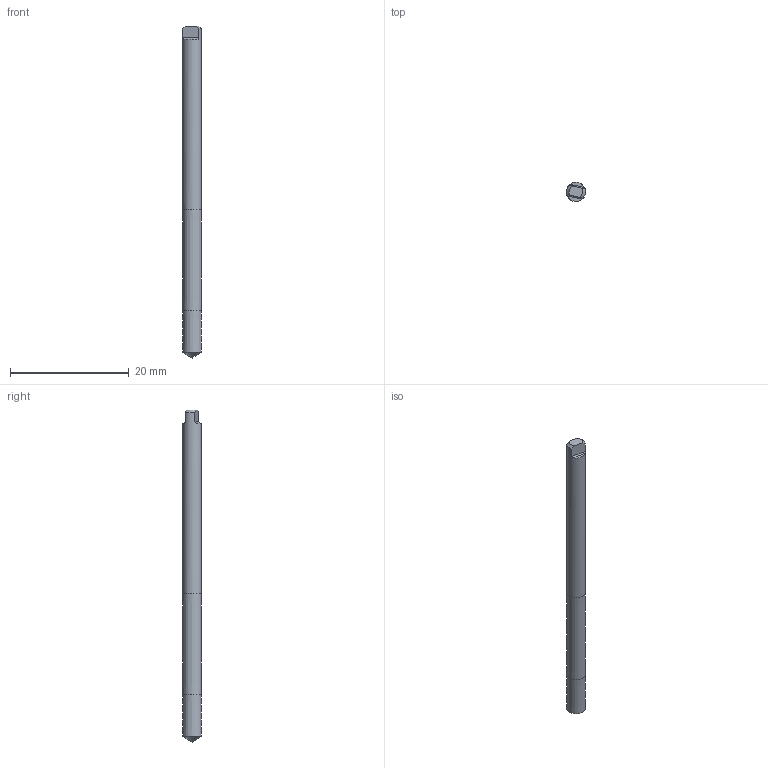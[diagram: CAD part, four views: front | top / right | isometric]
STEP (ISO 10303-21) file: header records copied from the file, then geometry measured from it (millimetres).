
FILE_DESCRIPTION(/* description */ ('A1243.2'),/* implementation_level */ '2;1');
FILE_NAME(/* name */ 'CAPP~~210908185042~5968721~MOD~TM01_00~ISO~FR.STP',/* time_stamp */ '2021-09-08T18:51:37+02:00',/* author */ ('System'),/* organization */ ('Dormer Pramet'),/* preprocessor_version */ 'ST-DEVELOPER v16.7',/* originating_system */ 'SIEMENS PLM Software NX 12.0',/* authorisation */ '');
FILE_SCHEMA (('AUTOMOTIVE_DESIGN { 1 0 10303 214 3 1 1 1 }'));
Length unit declared in the file: millimetre
Products named in the file (1): CAPP~~210908185042~5968721~MOD~TM01_00~ISO~FR
Bounding box: 3.2 x 3.2 x 56 mm (x, y, z)
Volume: 438 mm3; surface area: 582.4 mm2
Topology: 2 solids, 2 shells, 16 faces, 38 edges, 28 vertices
Faces by surface type: plane 8, cone 5, cylinder 3
Full cylindrical faces by diameter (mm): 3.2 x1
Entity records: 548 total; most frequent: CARTESIAN_POINT 157, DIRECTION 72, ORIENTED_EDGE 58, AXIS2_PLACEMENT_3D 31, EDGE_CURVE 29, VERTEX_POINT 22, EDGE_LOOP 20, ADVANCED_FACE 16
